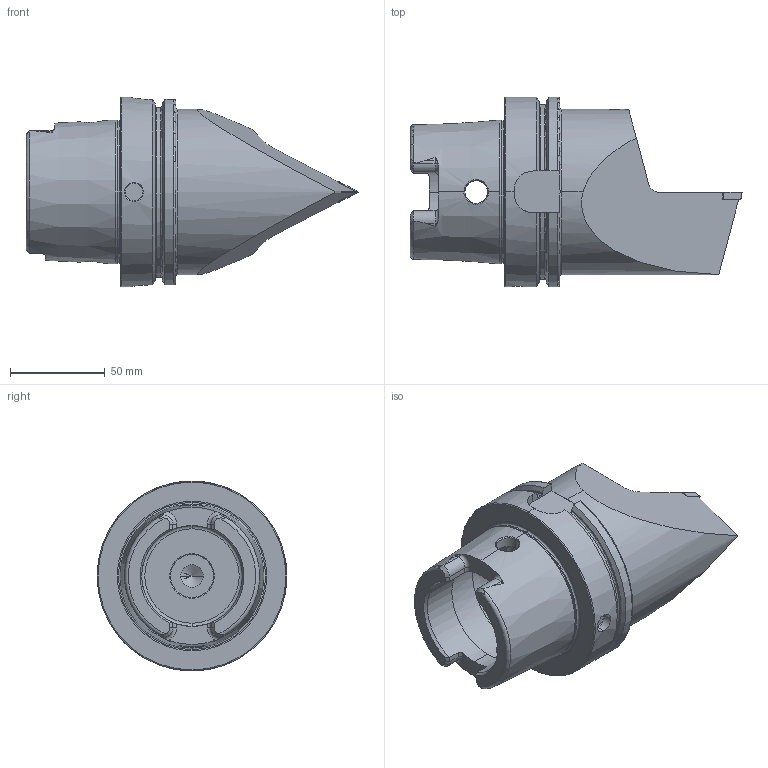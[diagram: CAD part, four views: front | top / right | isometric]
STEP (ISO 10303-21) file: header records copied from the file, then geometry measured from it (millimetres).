
FILE_DESCRIPTION (( 'STEP AP203' ), '1' );
FILE_NAME ('HA0.KDB.NNA.125.STEP', '2011-07-12T13:14:44', ( 'baer' ), ( 'Hewlett-Packard Company' ), 'SwSTEP 2.0', 'SolidWorks 2009', '' );
FILE_SCHEMA (( 'CONFIG_CONTROL_DESIGN' ));
Length unit declared in the file: millimetre
Products named in the file (5): HA0.KDB.NNA.125; HA0-KDB.NNA.125_B; DCMT11T304; WCB-ER2.001.009_A; KVT_MB_600_060
Assembly tree (4 placements, depth 2):
  HA0.KDB.NNA.125
    DCMT11T304
    HA0-KDB.NNA.125_B
    WCB-ER2.001.009_A
    KVT_MB_600_060
Bounding box: 174.9 x 100 x 100 mm (x, y, z)
Volume: 532968.1 mm3; surface area: 67142.4 mm2
Topology: 5 solids, 5 shells, 297 faces, 758 edges, 463 vertices
Faces by surface type: cylinder 85, plane 76, cone 74, torus 38, bspline 20, sphere 4
Entity records: 11532 total; most frequent: CARTESIAN_POINT 4201, ORIENTED_EDGE 1486, DIRECTION 1372, EDGE_CURVE 743, AXIS2_PLACEMENT_3D 548, VERTEX_POINT 460, EDGE_LOOP 311, ADVANCED_FACE 297
